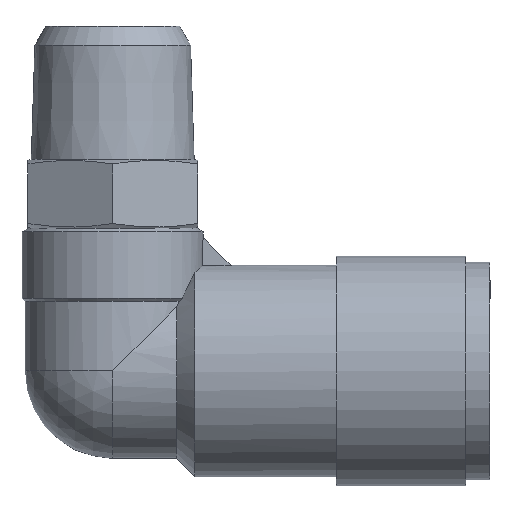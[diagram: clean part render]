
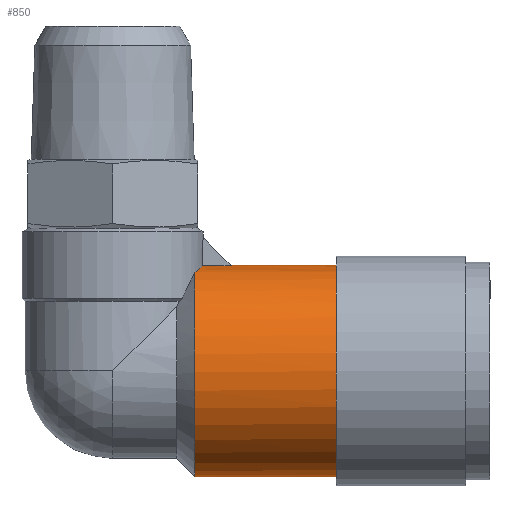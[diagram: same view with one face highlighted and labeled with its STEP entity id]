
A CAD part, front view. The second image highlights one B-rep face of the part: STEP entity #850.
In plain terms, the highlighted cylindrical face has radius 8.75 mm (diameter 17.5 mm), a full revolution.
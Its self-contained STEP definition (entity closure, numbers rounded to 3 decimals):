
#50=B_SPLINE_CURVE_WITH_KNOTS('',3,(#1160,#1161,#1162,#1163),
 .UNSPECIFIED.,.F.,.F.,(4,4),(0.,0.002),.UNSPECIFIED.);
#53=B_SPLINE_CURVE_WITH_KNOTS('',3,(#1177,#1178,#1179,#1180),
 .UNSPECIFIED.,.F.,.F.,(4,4),(0.004,0.007),
 .UNSPECIFIED.);
#72=LINE('',#1188,#87);
#73=LINE('',#1192,#88);
#87=VECTOR('',#997,1000.);
#88=VECTOR('',#1000,1000.);
#102=ELLIPSE('',#905,12.374,8.75);
#117=ORIENTED_EDGE('',*,*,#259,.F.);
#118=ORIENTED_EDGE('',*,*,#260,.F.);
#119=ORIENTED_EDGE('',*,*,#261,.F.);
#120=ORIENTED_EDGE('',*,*,#262,.T.);
#121=ORIENTED_EDGE('',*,*,#256,.T.);
#122=ORIENTED_EDGE('',*,*,#263,.T.);
#123=ORIENTED_EDGE('',*,*,#252,.T.);
#252=EDGE_CURVE('',#324,#322,#50,.T.);
#256=EDGE_CURVE('',#328,#327,#53,.T.);
#259=EDGE_CURVE('',#330,#330,#377,.T.);
#260=EDGE_CURVE('',#331,#322,#72,.F.);
#261=EDGE_CURVE('',#332,#331,#102,.T.);
#262=EDGE_CURVE('',#332,#328,#73,.F.);
#263=EDGE_CURVE('',#327,#324,#378,.T.);
#322=VERTEX_POINT('',#1158);
#324=VERTEX_POINT('',#1164);
#327=VERTEX_POINT('',#1176);
#328=VERTEX_POINT('',#1181);
#330=VERTEX_POINT('',#1187);
#331=VERTEX_POINT('',#1189);
#332=VERTEX_POINT('',#1191);
#377=CIRCLE('',#904,8.75);
#378=CIRCLE('',#906,8.75);
#408=EDGE_LOOP('',(#117));
#409=EDGE_LOOP('',(#118,#119,#120,#121,#122,#123));
#476=FACE_BOUND('',#408,.T.);
#477=FACE_BOUND('',#409,.T.);
#542=CYLINDRICAL_SURFACE('',#903,8.75);
#850=ADVANCED_FACE('',(#476,#477),#542,.T.);
#903=AXIS2_PLACEMENT_3D('',#1185,#993,#994);
#904=AXIS2_PLACEMENT_3D('',#1186,#995,#996);
#905=AXIS2_PLACEMENT_3D('',#1190,#998,#999);
#906=AXIS2_PLACEMENT_3D('',#1193,#1001,#1002);
#993=DIRECTION('',(1.,0.,0.));
#994=DIRECTION('',(0.,1.,0.));
#995=DIRECTION('',(1.,0.,0.));
#996=DIRECTION('',(0.,1.,0.));
#997=DIRECTION('',(1.,0.,0.));
#998=DIRECTION('',(-0.707,0.,-0.707));
#999=DIRECTION('',(0.707,0.,-0.707));
#1000=DIRECTION('',(1.,0.,0.));
#1001=DIRECTION('',(1.,0.,0.));
#1002=DIRECTION('',(0.,1.,0.));
#1158=CARTESIAN_POINT('',(7.433,1.,8.693));
#1160=CARTESIAN_POINT('',(6.8,3.164,8.158));
#1161=CARTESIAN_POINT('',(7.111,2.495,8.418));
#1162=CARTESIAN_POINT('',(7.33,1.766,8.605));
#1163=CARTESIAN_POINT('',(7.433,1.,8.693));
#1164=CARTESIAN_POINT('',(6.8,3.164,8.158));
#1176=CARTESIAN_POINT('',(6.8,-3.164,8.158));
#1177=CARTESIAN_POINT('',(7.433,-1.,8.693));
#1178=CARTESIAN_POINT('',(7.33,-1.766,8.605));
#1179=CARTESIAN_POINT('',(7.111,-2.495,8.417));
#1180=CARTESIAN_POINT('',(6.8,-3.164,8.158));
#1181=CARTESIAN_POINT('',(7.433,-1.,8.693));
#1185=CARTESIAN_POINT('',(31.2,0.,0.));
#1186=CARTESIAN_POINT('',(19.5,0.,0.));
#1187=CARTESIAN_POINT('',(19.5,8.75,0.));
#1188=CARTESIAN_POINT('',(31.2,1.,8.693));
#1189=CARTESIAN_POINT('',(9.792,1.,8.693));
#1190=CARTESIAN_POINT('',(18.485,0.,0.));
#1191=CARTESIAN_POINT('',(9.792,-1.,8.693));
#1192=CARTESIAN_POINT('',(31.2,-1.,8.693));
#1193=CARTESIAN_POINT('',(6.8,0.,0.));
